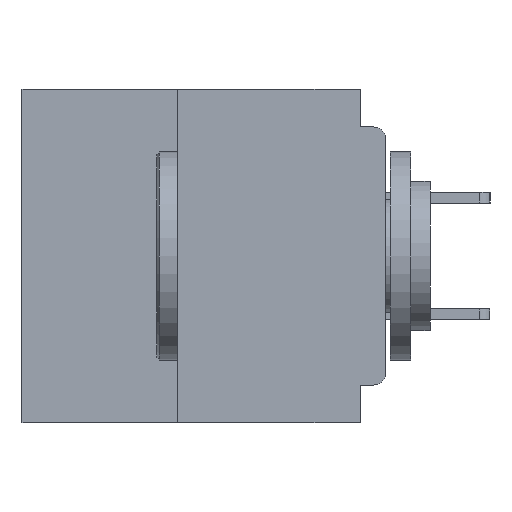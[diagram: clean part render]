
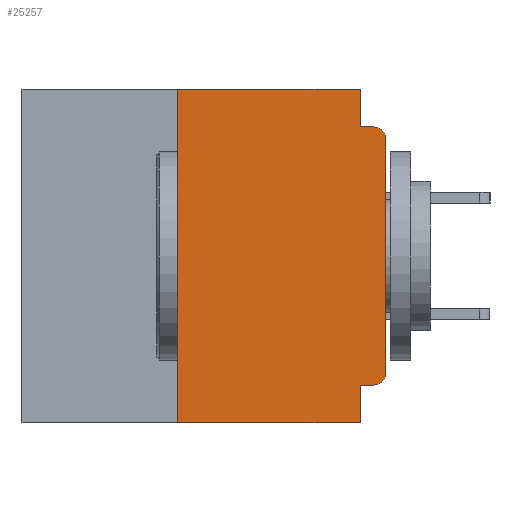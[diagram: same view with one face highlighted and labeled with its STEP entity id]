
A CAD part, left-side view. The second image highlights one B-rep face of the part: STEP entity #25257.
In plain terms, the highlighted planar face has unit normal (-1, 0, 0).
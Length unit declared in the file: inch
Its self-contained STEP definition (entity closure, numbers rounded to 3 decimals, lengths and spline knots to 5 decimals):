
#1095 = LINE ( 'NONE', #45896, #51642 ) ;
#1477 = AXIS2_PLACEMENT_3D ( 'NONE', #20707, #49237, #24831 ) ;
#1569 = DIRECTION ( 'NONE',  ( 0., 0., 1. ) ) ;
#1959 = LINE ( 'NONE', #10988, #42976 ) ;
#2194 = VERTEX_POINT ( 'NONE', #4914 ) ;
#2270 = ORIENTED_EDGE ( 'NONE', *, *, #18815, .F. ) ;
#2516 = DIRECTION ( 'NONE',  ( 0., 0., -1. ) ) ;
#2786 = EDGE_CURVE ( 'NONE', #3617, #13176, #1959, .T. ) ;
#3617 = VERTEX_POINT ( 'NONE', #52808 ) ;
#4442 = DIRECTION ( 'NONE',  ( 0., -1., 0. ) ) ;
#4914 = CARTESIAN_POINT ( 'NONE',  ( 0., 0., -0.06 ) ) ;
#5434 = DIRECTION ( 'NONE',  ( 0., -1., 0. ) ) ;
#7244 = DIRECTION ( 'NONE',  ( 0., -1., 0. ) ) ;
#8480 = CARTESIAN_POINT ( 'NONE',  ( 0., 0.031, -0.4 ) ) ;
#9005 = EDGE_CURVE ( 'NONE', #25755, #45069, #37532, .T. ) ;
#9251 = CARTESIAN_POINT ( 'NONE',  ( 0., 0.25, -0.4 ) ) ;
#9834 = EDGE_CURVE ( 'NONE', #47992, #2194, #50045, .T. ) ;
#10669 = LINE ( 'NONE', #24918, #20251 ) ;
#10988 = CARTESIAN_POINT ( 'NONE',  ( 0., 0.031, 0. ) ) ;
#11046 = VERTEX_POINT ( 'NONE', #26220 ) ;
#11717 = CARTESIAN_POINT ( 'NONE',  ( 0., 0.015, -0.355 ) ) ;
#12285 = DIRECTION ( 'NONE',  ( 0., 0., 1. ) ) ;
#12502 = LINE ( 'NONE', #24605, #20787 ) ;
#12633 = ORIENTED_EDGE ( 'NONE', *, *, #9005, .F. ) ;
#13176 = VERTEX_POINT ( 'NONE', #15741 ) ;
#13332 = ORIENTED_EDGE ( 'NONE', *, *, #15286, .F. ) ;
#13808 = CARTESIAN_POINT ( 'NONE',  ( 0., 0., 0. ) ) ;
#15286 = EDGE_CURVE ( 'NONE', #21542, #40805, #12502, .T. ) ;
#15597 = EDGE_CURVE ( 'NONE', #26415, #47992, #29715, .T. ) ;
#15741 = CARTESIAN_POINT ( 'NONE',  ( 0., 0.031, -0.045 ) ) ;
#17383 = CARTESIAN_POINT ( 'NONE',  ( 0., 0.031, -0.4 ) ) ;
#17851 = CARTESIAN_POINT ( 'NONE',  ( 0., 0.437, -0.4 ) ) ;
#18815 = EDGE_CURVE ( 'NONE', #26415, #25755, #1095, .T. ) ;
#19764 = VECTOR ( 'NONE', #7244, 39.37008 ) ;
#20251 = VECTOR ( 'NONE', #4442, 39.37008 ) ;
#20355 = FACE_OUTER_BOUND ( 'NONE', #23486, .T. ) ;
#20707 = CARTESIAN_POINT ( 'NONE',  ( 0., 0.015, -0.06 ) ) ;
#20787 = VECTOR ( 'NONE', #12285, 39.37008 ) ;
#21542 = VERTEX_POINT ( 'NONE', #9251 ) ;
#22611 = DIRECTION ( 'NONE',  ( -1., 0., 0. ) ) ;
#22782 = ORIENTED_EDGE ( 'NONE', *, *, #23231, .T. ) ;
#23231 = EDGE_CURVE ( 'NONE', #2194, #11046, #30091, .T. ) ;
#23486 = EDGE_LOOP ( 'NONE', ( #23652, #22782, #28098, #43846, #38339, #13332, #31020, #12633, #2270, #23688 ) ) ;
#23652 = ORIENTED_EDGE ( 'NONE', *, *, #9834, .T. ) ;
#23688 = ORIENTED_EDGE ( 'NONE', *, *, #15597, .T. ) ;
#24605 = CARTESIAN_POINT ( 'NONE',  ( 0., 0.25, -0.4 ) ) ;
#24831 = DIRECTION ( 'NONE',  ( 0., 0., -1. ) ) ;
#24918 = CARTESIAN_POINT ( 'NONE',  ( 0., 0., -0.045 ) ) ;
#25257 = ADVANCED_FACE ( 'NONE', ( #20355 ), #47077, .F. ) ;
#25378 = CARTESIAN_POINT ( 'NONE',  ( 0., 0.25, 0. ) ) ;
#25595 = AXIS2_PLACEMENT_3D ( 'NONE', #47019, #22611, #51122 ) ;
#25755 = VERTEX_POINT ( 'NONE', #40395 ) ;
#26220 = CARTESIAN_POINT ( 'NONE',  ( 0., 0.015, -0.045 ) ) ;
#26415 = VERTEX_POINT ( 'NONE', #11717 ) ;
#26782 = DIRECTION ( 'NONE',  ( 0., 0., -1. ) ) ;
#27675 = CARTESIAN_POINT ( 'NONE',  ( 0., 0.437, 0. ) ) ;
#28098 = ORIENTED_EDGE ( 'NONE', *, *, #35234, .F. ) ;
#28896 = DIRECTION ( 'NONE',  ( 0., 0., -1. ) ) ;
#29715 = CIRCLE ( 'NONE', #25595, 0.015 ) ;
#30040 = EDGE_CURVE ( 'NONE', #40805, #3617, #31935, .T. ) ;
#30091 = CIRCLE ( 'NONE', #1477, 0.015 ) ;
#31020 = ORIENTED_EDGE ( 'NONE', *, *, #37735, .T. ) ;
#31935 = LINE ( 'NONE', #27675, #19764 ) ;
#32222 = LINE ( 'NONE', #17851, #52596 ) ;
#34821 = CARTESIAN_POINT ( 'NONE',  ( 0., 0.437, 0. ) ) ;
#35234 = EDGE_CURVE ( 'NONE', #13176, #11046, #10669, .T. ) ;
#37532 = LINE ( 'NONE', #8480, #47042 ) ;
#37735 = EDGE_CURVE ( 'NONE', #21542, #45069, #32222, .T. ) ;
#38339 = ORIENTED_EDGE ( 'NONE', *, *, #30040, .F. ) ;
#39272 = VECTOR ( 'NONE', #1569, 39.37008 ) ;
#40395 = CARTESIAN_POINT ( 'NONE',  ( 0., 0.031, -0.355 ) ) ;
#40805 = VERTEX_POINT ( 'NONE', #25378 ) ;
#42976 = VECTOR ( 'NONE', #2516, 39.37008 ) ;
#43846 = ORIENTED_EDGE ( 'NONE', *, *, #2786, .F. ) ;
#45069 = VERTEX_POINT ( 'NONE', #17383 ) ;
#45896 = CARTESIAN_POINT ( 'NONE',  ( 0., 0., -0.355 ) ) ;
#46458 = AXIS2_PLACEMENT_3D ( 'NONE', #34821, #51179, #26782 ) ;
#47019 = CARTESIAN_POINT ( 'NONE',  ( 0., 0.015, -0.34 ) ) ;
#47042 = VECTOR ( 'NONE', #28896, 39.37008 ) ;
#47077 = PLANE ( 'NONE',  #46458 ) ;
#47992 = VERTEX_POINT ( 'NONE', #50873 ) ;
#49237 = DIRECTION ( 'NONE',  ( -1., 0., 0. ) ) ;
#49970 = DIRECTION ( 'NONE',  ( 0., 1., 0. ) ) ;
#50045 = LINE ( 'NONE', #13808, #39272 ) ;
#50873 = CARTESIAN_POINT ( 'NONE',  ( 0., 0., -0.34 ) ) ;
#51122 = DIRECTION ( 'NONE',  ( 0., 0., -1. ) ) ;
#51179 = DIRECTION ( 'NONE',  ( 1., 0., 0. ) ) ;
#51642 = VECTOR ( 'NONE', #49970, 39.37008 ) ;
#52596 = VECTOR ( 'NONE', #5434, 39.37008 ) ;
#52808 = CARTESIAN_POINT ( 'NONE',  ( 0., 0.031, 0. ) ) ;
